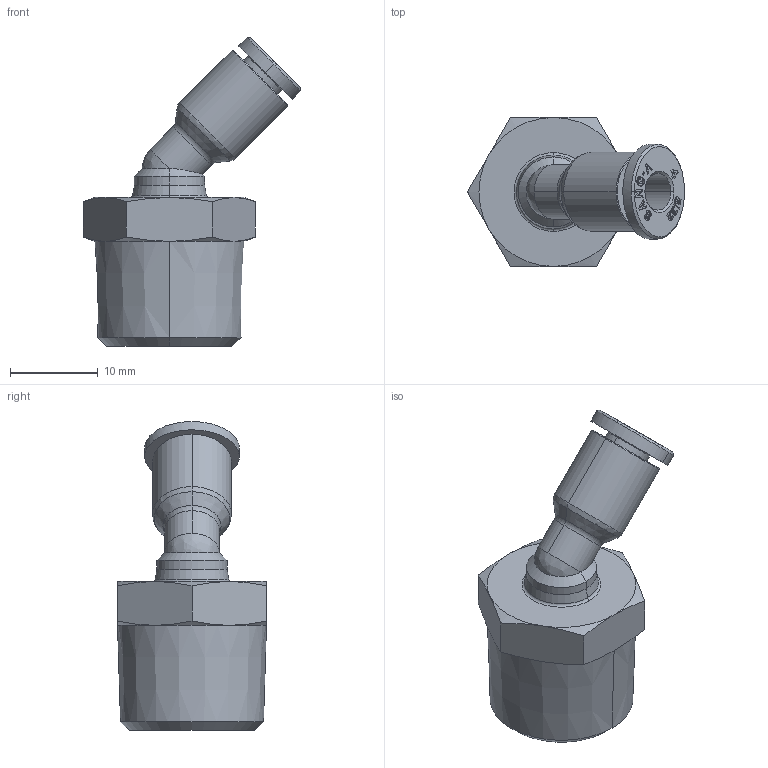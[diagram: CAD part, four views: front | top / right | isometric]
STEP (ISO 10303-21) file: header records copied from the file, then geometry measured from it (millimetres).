
FILE_DESCRIPTION (( 'STEP AP214' ), '1' );
FILE_NAME ('PL04-03 45.stp', '2015-09-07T14:53:07', ( '' ), ( '' ), 'SwSTEP 2.0', 'SolidWorks 2015', '' );
FILE_SCHEMA (( 'AUTOMOTIVE_DESIGN' ));
Length unit declared in the file: millimetre
Products named in the file (2): ｦ+ﾃｦ1; PL04-03 45
Assembly tree (1 placements, depth 2):
  PL04-03 45
    ｦ+ﾃｦ1
Bounding box: 24.77 x 17 x 35.26 mm (x, y, z)
Volume: 3628.7 mm3; surface area: 2536.1 mm2
Topology: 1 solids, 1 shells, 427 faces, 1181 edges, 772 vertices
Faces by surface type: plane 338, bspline 33, cone 32, cylinder 20, torus 4
Entity records: 14870 total; most frequent: CARTESIAN_POINT 3656, ORIENTED_EDGE 2356, DIRECTION 1952, EDGE_CURVE 1178, LINE 996, VECTOR 996, VERTEX_POINT 772, AXIS2_PLACEMENT_3D 478
